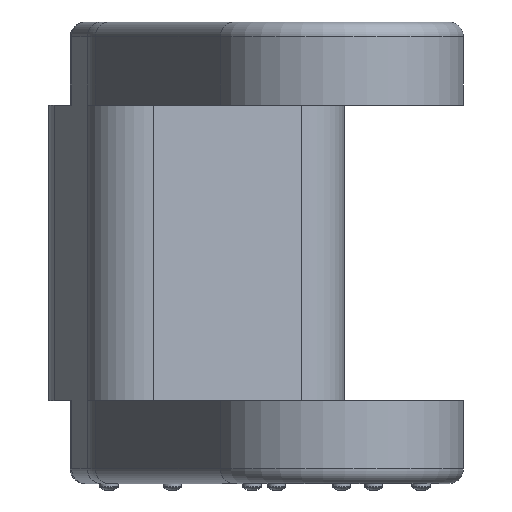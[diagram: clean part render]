
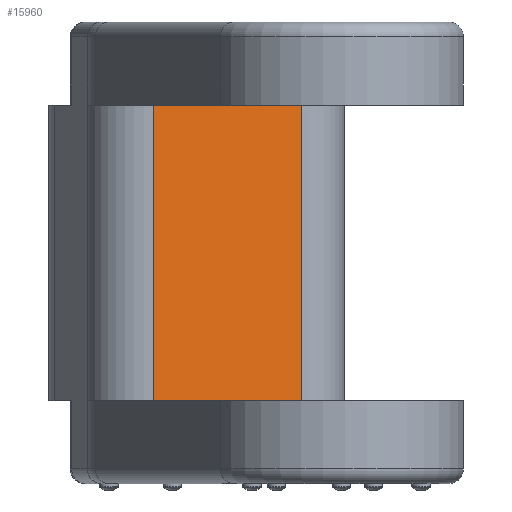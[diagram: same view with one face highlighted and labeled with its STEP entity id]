
A CAD part, left-side view. The second image highlights one B-rep face of the part: STEP entity #15960.
In plain terms, the highlighted planar face has unit normal (-0.974, -0.225, 0).
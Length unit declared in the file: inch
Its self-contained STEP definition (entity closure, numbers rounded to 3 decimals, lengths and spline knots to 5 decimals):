
#1249=LINE('',#22413,#2283);
#1250=LINE('',#22417,#2284);
#2021=LINE('',#33352,#3055);
#2023=LINE('',#33356,#3057);
#2283=VECTOR('',#18412,0.3937);
#2284=VECTOR('',#18415,0.3937);
#3055=VECTOR('',#20336,0.3937);
#3057=VECTOR('',#20342,0.3937);
#4378=PLANE('',#17087);
#5501=FACE_OUTER_BOUND('',#6619,.T.);
#6619=EDGE_LOOP('',(#14705,#14706,#14707,#14708));
#7489=VERTEX_POINT('',#22409);
#7490=VERTEX_POINT('',#22411);
#7491=VERTEX_POINT('',#22415);
#7492=VERTEX_POINT('',#22416);
#9011=EDGE_CURVE('',#7490,#7489,#1249,.T.);
#9012=EDGE_CURVE('',#7491,#7492,#1250,.T.);
#10469=EDGE_CURVE('',#7489,#7491,#2021,.T.);
#10471=EDGE_CURVE('',#7492,#7490,#2023,.T.);
#14705=ORIENTED_EDGE('',*,*,#9012,.F.);
#14706=ORIENTED_EDGE('',*,*,#10469,.F.);
#14707=ORIENTED_EDGE('',*,*,#9011,.F.);
#14708=ORIENTED_EDGE('',*,*,#10471,.F.);
#15960=ADVANCED_FACE('',(#5501),#4378,.T.);
#17087=AXIS2_PLACEMENT_3D('',#33355,#20340,#20341);
#18412=DIRECTION('',(-0.225,0.974,0.));
#18415=DIRECTION('',(0.225,-0.974,0.));
#20336=DIRECTION('',(0.,0.,1.));
#20340=DIRECTION('center_axis',(-0.974,-0.225,0.));
#20341=DIRECTION('ref_axis',(0.225,-0.974,0.));
#20342=DIRECTION('',(0.,0.,-1.));
#22409=CARTESIAN_POINT('',(-6.64692,-3.2228,5.42763));
#22411=CARTESIAN_POINT('',(-6.35619,-4.48208,5.42763));
#22413=CARTESIAN_POINT('',(-6.27166,-4.84824,5.42763));
#22415=CARTESIAN_POINT('',(-6.64692,-3.2228,7.94731));
#22416=CARTESIAN_POINT('',(-6.35619,-4.48208,7.94731));
#22417=CARTESIAN_POINT('',(-6.27166,-4.84824,7.94731));
#33352=CARTESIAN_POINT('',(-6.64692,-3.2228,6.68747));
#33355=CARTESIAN_POINT('Origin',(-6.7532,-2.76247,6.68747));
#33356=CARTESIAN_POINT('',(-6.35619,-4.48208,6.68747));
